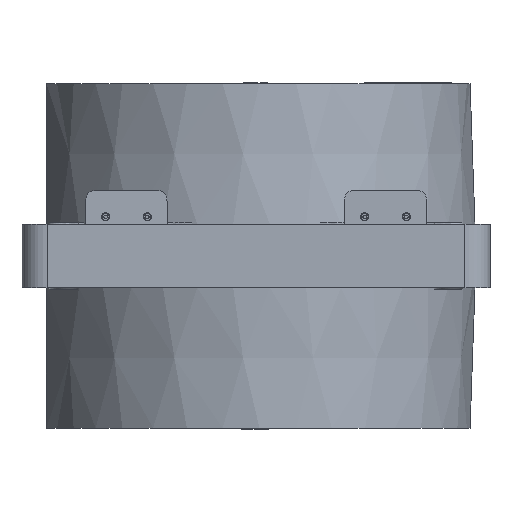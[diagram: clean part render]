
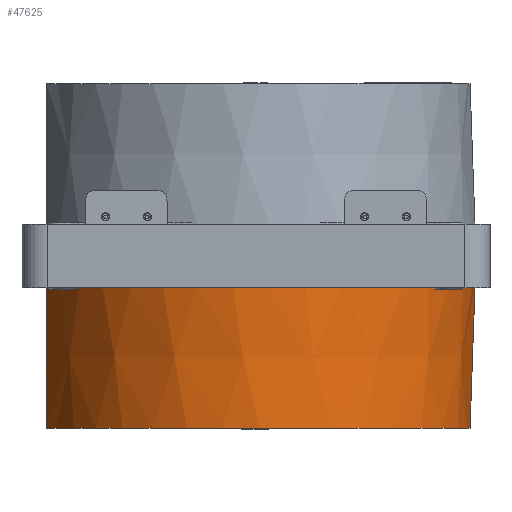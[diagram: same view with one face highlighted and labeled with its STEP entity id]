
A CAD part, front view. The second image highlights one B-rep face of the part: STEP entity #47625.
In plain terms, the highlighted conical face has half-angle 2 degrees and reference radius 131 mm.
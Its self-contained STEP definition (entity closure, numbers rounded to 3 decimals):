
#1366 = ORIENTED_EDGE ( 'NONE', *, *, #114496, .F. ) ;
#4936 = CARTESIAN_POINT ( 'NONE',  ( 131., 0., -19. ) ) ;
#10955 = CARTESIAN_POINT ( 'NONE',  ( -125.367, -26.155, -103. ) ) ;
#19803 = DIRECTION ( 'NONE',  ( 0., 0., 1. ) ) ;
#24480 = CARTESIAN_POINT ( 'NONE',  ( -125.367, -31.606, -68.062 ) ) ;
#25684 = LINE ( 'NONE', #4936, #173965 ) ;
#26082 = VERTEX_POINT ( 'NONE', #131598 ) ;
#27082 = B_SPLINE_CURVE_WITH_KNOTS ( 'NONE', 3,
 ( #93950, #177456, #107982, #24480, #121943, #38499, #135936, #52489 ),
 .UNSPECIFIED., .F., .F.,
 ( 4, 2, 2, 4 ),
 ( 0.134, 0.177, 0.198, 0.219 ),
 .UNSPECIFIED. ) ;
#30411 = EDGE_CURVE ( 'NONE', #26082, #58807, #27082, .T. ) ;
#38499 = CARTESIAN_POINT ( 'NONE',  ( -125.367, -28.464, -89.043 ) ) ;
#40706 = CIRCLE ( 'NONE', #51758, 128.067 ) ;
#41490 = VERTEX_POINT ( 'NONE', #144100 ) ;
#47188 = CIRCLE ( 'NONE', #57293, 131. ) ;
#47625 = ADVANCED_FACE ( 'NONE', ( #87385 ), #115727, .T. ) ;
#51758 = AXIS2_PLACEMENT_3D ( 'NONE', #54886, #152310, #68872 ) ;
#52489 = CARTESIAN_POINT ( 'NONE',  ( -125.367, -26.155, -103. ) ) ;
#54886 = CARTESIAN_POINT ( 'NONE',  ( 0., 0., -103. ) ) ;
#57293 = AXIS2_PLACEMENT_3D ( 'NONE', #162619, #79108, #176671 ) ;
#58807 = VERTEX_POINT ( 'NONE', #10955 ) ;
#68179 = VERTEX_POINT ( 'NONE', #165398 ) ;
#68872 = DIRECTION ( 'NONE',  ( -1., 0., 0. ) ) ;
#75232 = DIRECTION ( 'NONE',  ( 1., 0., 0. ) ) ;
#79108 = DIRECTION ( 'NONE',  ( 0., 0., 1. ) ) ;
#87385 = FACE_OUTER_BOUND ( 'NONE', #99233, .T. ) ;
#93950 = CARTESIAN_POINT ( 'NONE',  ( -125.367, -38., -19. ) ) ;
#99233 = EDGE_LOOP ( 'NONE', ( #171432, #152324, #1366, #169943 ) ) ;
#107982 = CARTESIAN_POINT ( 'NONE',  ( -125.367, -34.523, -47.056 ) ) ;
#114496 = EDGE_CURVE ( 'NONE', #26082, #41490, #47188, .T. ) ;
#115727 = CONICAL_SURFACE ( 'NONE', #126373, 131., 0.035 ) ;
#121943 = CARTESIAN_POINT ( 'NONE',  ( -125.367, -30.594, -75.06 ) ) ;
#123817 = EDGE_CURVE ( 'NONE', #68179, #41490, #25684, .T. ) ;
#126373 = AXIS2_PLACEMENT_3D ( 'NONE', #172743, #19803, #75232 ) ;
#131598 = CARTESIAN_POINT ( 'NONE',  ( -125.367, -38., -19. ) ) ;
#133154 = EDGE_CURVE ( 'NONE', #58807, #68179, #40706, .T. ) ;
#135936 = CARTESIAN_POINT ( 'NONE',  ( -125.367, -27.347, -96.03 ) ) ;
#144100 = CARTESIAN_POINT ( 'NONE',  ( 131., 0., -19. ) ) ;
#152310 = DIRECTION ( 'NONE',  ( 0., 0., 1. ) ) ;
#152324 = ORIENTED_EDGE ( 'NONE', *, *, #123817, .T. ) ;
#157768 = DIRECTION ( 'NONE',  ( 0.035, 0., 0.999 ) ) ;
#162619 = CARTESIAN_POINT ( 'NONE',  ( 0., 0., -19. ) ) ;
#165398 = CARTESIAN_POINT ( 'NONE',  ( 128.067, 0., -103. ) ) ;
#169943 = ORIENTED_EDGE ( 'NONE', *, *, #30411, .T. ) ;
#171432 = ORIENTED_EDGE ( 'NONE', *, *, #133154, .T. ) ;
#172743 = CARTESIAN_POINT ( 'NONE',  ( 0., 0., -19. ) ) ;
#173965 = VECTOR ( 'NONE', #157768, 1000. ) ;
#176671 = DIRECTION ( 'NONE',  ( 1., 0., 0. ) ) ;
#177456 = CARTESIAN_POINT ( 'NONE',  ( -125.367, -36.311, -33.034 ) ) ;
